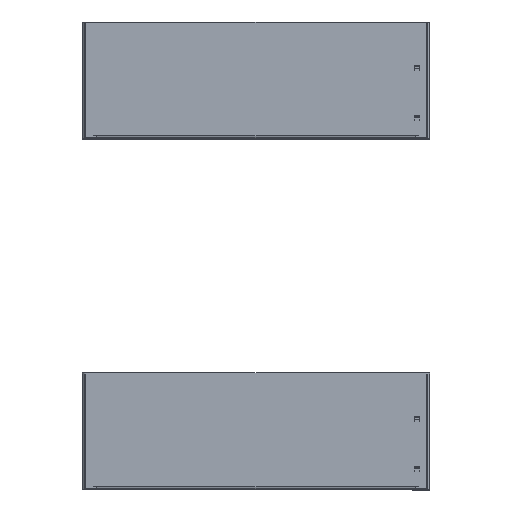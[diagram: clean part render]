
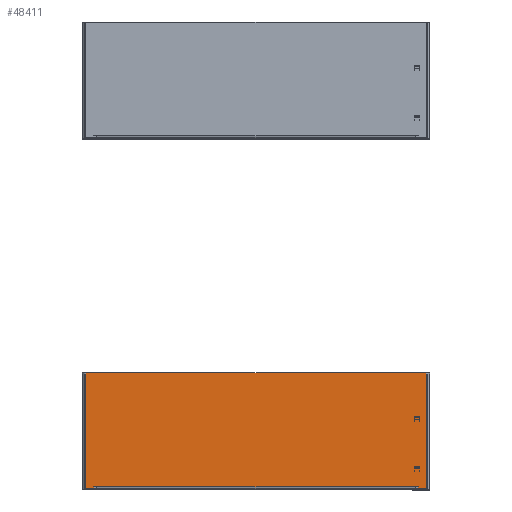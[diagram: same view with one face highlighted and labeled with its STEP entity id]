
A CAD part, left-side view. The second image highlights one B-rep face of the part: STEP entity #48411.
In plain terms, the highlighted planar face has unit normal (-1, 0, 0).
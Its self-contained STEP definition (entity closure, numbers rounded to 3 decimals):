
#1459=PLANE('',#51480);
#3663=FACE_OUTER_BOUND('',#6316,.T.);
#6316=EDGE_LOOP('',(#37022,#37023,#37024,#37025,#37026,#37027,#37028,#37029,
#37030,#37031));
#9390=LINE('',#72371,#14846);
#9971=LINE('',#75718,#15427);
#9972=LINE('',#75723,#15428);
#9973=LINE('',#75727,#15429);
#9978=LINE('',#75736,#15434);
#9980=LINE('',#75742,#15436);
#9984=LINE('',#75748,#15440);
#9987=LINE('',#75754,#15443);
#9989=LINE('',#75759,#15445);
#10471=LINE('',#77258,#15927);
#14846=VECTOR('',#56885,10.);
#15427=VECTOR('',#58154,10.);
#15428=VECTOR('',#58161,10.);
#15429=VECTOR('',#58166,10.);
#15434=VECTOR('',#58173,10.);
#15436=VECTOR('',#58177,10.);
#15440=VECTOR('',#58183,10.);
#15443=VECTOR('',#58188,10.);
#15445=VECTOR('',#58192,10.);
#15927=VECTOR('',#59454,10.);
#21154=VERTEX_POINT('',#72367);
#21156=VERTEX_POINT('',#72370);
#21750=VERTEX_POINT('',#75716);
#21751=VERTEX_POINT('',#75722);
#21752=VERTEX_POINT('',#75726);
#21754=VERTEX_POINT('',#75732);
#21757=VERTEX_POINT('',#75739);
#21758=VERTEX_POINT('',#75741);
#21761=VERTEX_POINT('',#75752);
#21763=VERTEX_POINT('',#75758);
#26074=EDGE_CURVE('',#21156,#21154,#9390,.T.);
#26819=EDGE_CURVE('',#21750,#21154,#9971,.T.);
#26821=EDGE_CURVE('',#21156,#21751,#9972,.T.);
#26823=EDGE_CURVE('',#21752,#21751,#9973,.T.);
#26828=EDGE_CURVE('',#21754,#21752,#9978,.T.);
#26830=EDGE_CURVE('',#21757,#21758,#9980,.T.);
#26834=EDGE_CURVE('',#21758,#21750,#9984,.T.);
#26837=EDGE_CURVE('',#21761,#21757,#9987,.T.);
#26839=EDGE_CURVE('',#21754,#21763,#9989,.T.);
#27381=EDGE_CURVE('',#21763,#21761,#10471,.T.);
#37022=ORIENTED_EDGE('',*,*,#26834,.F.);
#37023=ORIENTED_EDGE('',*,*,#26830,.F.);
#37024=ORIENTED_EDGE('',*,*,#26837,.F.);
#37025=ORIENTED_EDGE('',*,*,#27381,.F.);
#37026=ORIENTED_EDGE('',*,*,#26839,.F.);
#37027=ORIENTED_EDGE('',*,*,#26828,.T.);
#37028=ORIENTED_EDGE('',*,*,#26823,.T.);
#37029=ORIENTED_EDGE('',*,*,#26821,.F.);
#37030=ORIENTED_EDGE('',*,*,#26074,.T.);
#37031=ORIENTED_EDGE('',*,*,#26819,.F.);
#48411=ADVANCED_FACE('',(#3663),#1459,.T.);
#51480=AXIS2_PLACEMENT_3D('',#77257,#59452,#59453);
#56885=DIRECTION('',(0.,1.,0.));
#58154=DIRECTION('',(0.,0.,1.));
#58161=DIRECTION('',(0.,0.,-1.));
#58166=DIRECTION('',(0.,-1.,0.));
#58173=DIRECTION('',(0.,0.,-1.));
#58177=DIRECTION('',(0.,0.,-1.));
#58183=DIRECTION('',(0.,1.,0.));
#58188=DIRECTION('',(0.,1.,0.));
#58192=DIRECTION('',(0.,1.,0.));
#59452=DIRECTION('center_axis',(-1.,0.,0.));
#59453=DIRECTION('ref_axis',(0.,-1.,0.));
#59454=DIRECTION('',(0.,1.,0.));
#72367=CARTESIAN_POINT('',(-383.9,-17.5,-365.175));
#72370=CARTESIAN_POINT('',(-383.9,-279.5,-365.175));
#72371=CARTESIAN_POINT('',(-383.9,-282.,-365.175));
#75716=CARTESIAN_POINT('',(-383.9,-17.5,-454.675));
#75718=CARTESIAN_POINT('',(-383.9,-17.5,-387.775));
#75722=CARTESIAN_POINT('',(-383.9,-279.5,-454.675));
#75723=CARTESIAN_POINT('',(-383.9,-279.5,-432.525));
#75726=CARTESIAN_POINT('',(-383.9,-273.3,-454.675));
#75727=CARTESIAN_POINT('',(-383.9,-273.3,-454.675));
#75732=CARTESIAN_POINT('',(-383.9,-273.3,-452.675));
#75736=CARTESIAN_POINT('',(-383.9,-273.3,-452.125));
#75739=CARTESIAN_POINT('',(-383.9,-23.7,-452.675));
#75741=CARTESIAN_POINT('',(-383.9,-23.7,-454.675));
#75742=CARTESIAN_POINT('',(-383.9,-23.7,-452.125));
#75748=CARTESIAN_POINT('',(-383.9,-23.7,-454.675));
#75752=CARTESIAN_POINT('',(-383.9,-26.1,-452.675));
#75754=CARTESIAN_POINT('',(-383.9,-26.1,-452.675));
#75758=CARTESIAN_POINT('',(-383.9,-270.9,-452.675));
#75759=CARTESIAN_POINT('',(-383.9,-273.3,-452.675));
#77257=CARTESIAN_POINT('Origin',(-383.9,-148.5,-410.375));
#77258=CARTESIAN_POINT('',(-383.9,-148.5,-452.675));
